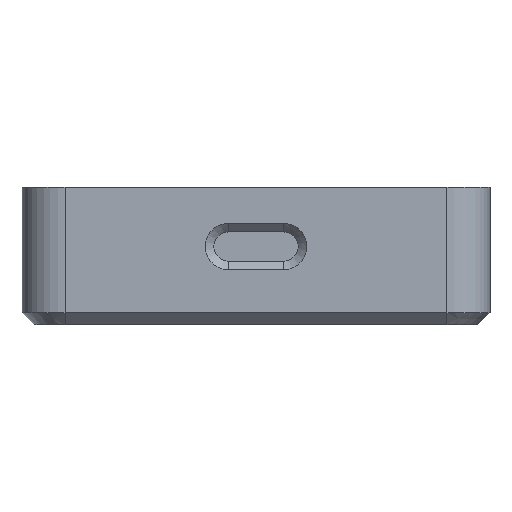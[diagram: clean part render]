
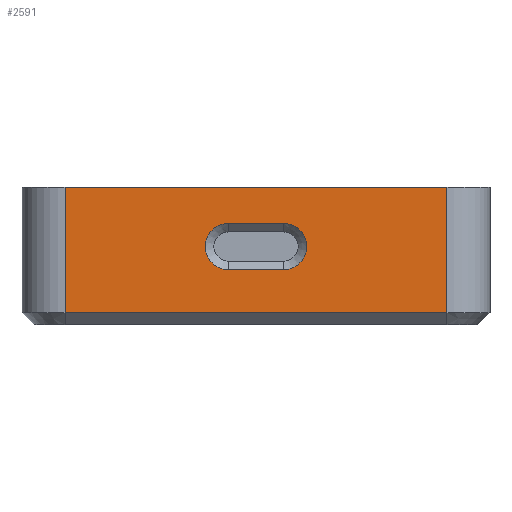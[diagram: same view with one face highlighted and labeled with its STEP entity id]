
A CAD part, front view. The second image highlights one B-rep face of the part: STEP entity #2591.
In plain terms, the highlighted planar face has unit normal (0, -1, 0).
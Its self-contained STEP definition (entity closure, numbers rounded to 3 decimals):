
#34 = VECTOR ( 'NONE', #1891, 1000. ) ;
#63 = EDGE_CURVE ( 'NONE', #1806, #196, #3309, .T. ) ;
#171 = DIRECTION ( 'NONE',  ( -1., 0., 0. ) ) ;
#196 = VERTEX_POINT ( 'NONE', #3080 ) ;
#284 = LINE ( 'NONE', #1081, #2080 ) ;
#340 = VECTOR ( 'NONE', #2489, 1000. ) ;
#354 = VECTOR ( 'NONE', #3147, 1000. ) ;
#399 = CARTESIAN_POINT ( 'NONE',  ( 3.2, -48.7, 5.4 ) ) ;
#510 = ORIENTED_EDGE ( 'NONE', *, *, #1223, .T. ) ;
#512 = CARTESIAN_POINT ( 'NONE',  ( 3.2, -48.7, 8.1 ) ) ;
#540 = DIRECTION ( 'NONE',  ( -1., 0., 0. ) ) ;
#547 = DIRECTION ( 'NONE',  ( 0., 0., -1. ) ) ;
#570 = CIRCLE ( 'NONE', #2799, 2.7 ) ;
#580 = LINE ( 'NONE', #2070, #2670 ) ;
#631 = LINE ( 'NONE', #923, #34 ) ;
#665 = CARTESIAN_POINT ( 'NONE',  ( 22.2, -48.7, 0.4 ) ) ;
#707 = CARTESIAN_POINT ( 'NONE',  ( 22.2, -48.7, 10.8 ) ) ;
#727 = EDGE_CURVE ( 'NONE', #1971, #2718, #570, .T. ) ;
#806 = DIRECTION ( 'NONE',  ( -1., 0., 0. ) ) ;
#852 = EDGE_CURVE ( 'NONE', #3161, #1806, #631, .T. ) ;
#923 = CARTESIAN_POINT ( 'NONE',  ( 22.2, -48.7, 15. ) ) ;
#979 = CARTESIAN_POINT ( 'NONE',  ( 22.2, -48.7, 15. ) ) ;
#993 = ORIENTED_EDGE ( 'NONE', *, *, #3178, .T. ) ;
#1022 = CIRCLE ( 'NONE', #3027, 2.7 ) ;
#1038 = CARTESIAN_POINT ( 'NONE',  ( 3.2, -48.7, 10.8 ) ) ;
#1053 = DIRECTION ( 'NONE',  ( 0., 1., 0. ) ) ;
#1081 = CARTESIAN_POINT ( 'NONE',  ( 22.2, -48.7, 5.4 ) ) ;
#1154 = ORIENTED_EDGE ( 'NONE', *, *, #1688, .T. ) ;
#1203 = CARTESIAN_POINT ( 'NONE',  ( 22.2, -48.7, 15. ) ) ;
#1223 = EDGE_CURVE ( 'NONE', #3161, #2492, #580, .T. ) ;
#1251 = CARTESIAN_POINT ( 'NONE',  ( -3.2, -48.7, 8.1 ) ) ;
#1624 = CARTESIAN_POINT ( 'NONE',  ( -22.2, -48.7, 0.4 ) ) ;
#1651 = AXIS2_PLACEMENT_3D ( 'NONE', #2260, #2463, #171 ) ;
#1688 = EDGE_CURVE ( 'NONE', #2492, #196, #2420, .T. ) ;
#1713 = ORIENTED_EDGE ( 'NONE', *, *, #852, .F. ) ;
#1751 = CARTESIAN_POINT ( 'NONE',  ( -22.2, -48.7, 15. ) ) ;
#1806 = VERTEX_POINT ( 'NONE', #979 ) ;
#1891 = DIRECTION ( 'NONE',  ( 1., 0., 0. ) ) ;
#1935 = CARTESIAN_POINT ( 'NONE',  ( -3.2, -48.7, 5.4 ) ) ;
#1939 = EDGE_CURVE ( 'NONE', #2718, #3220, #284, .T. ) ;
#1971 = VERTEX_POINT ( 'NONE', #1038 ) ;
#2070 = CARTESIAN_POINT ( 'NONE',  ( -22.2, -48.7, 15. ) ) ;
#2080 = VECTOR ( 'NONE', #540, 1000. ) ;
#2238 = LINE ( 'NONE', #707, #2410 ) ;
#2260 = CARTESIAN_POINT ( 'NONE',  ( 22.2, -48.7, 15. ) ) ;
#2312 = VERTEX_POINT ( 'NONE', #3332 ) ;
#2327 = DIRECTION ( 'NONE',  ( -1., 0., 0. ) ) ;
#2410 = VECTOR ( 'NONE', #3275, 1000. ) ;
#2420 = LINE ( 'NONE', #665, #354 ) ;
#2429 = ORIENTED_EDGE ( 'NONE', *, *, #63, .F. ) ;
#2463 = DIRECTION ( 'NONE',  ( 0., 1., 0. ) ) ;
#2489 = DIRECTION ( 'NONE',  ( 0., 0., -1. ) ) ;
#2492 = VERTEX_POINT ( 'NONE', #1624 ) ;
#2591 = ADVANCED_FACE ( 'Face3', ( #3019, #3262 ), #2758, .F. ) ;
#2670 = VECTOR ( 'NONE', #547, 1000. ) ;
#2718 = VERTEX_POINT ( 'NONE', #399 ) ;
#2758 = PLANE ( 'NONE',  #1651 ) ;
#2759 = ORIENTED_EDGE ( 'NONE', *, *, #727, .T. ) ;
#2799 = AXIS2_PLACEMENT_3D ( 'NONE', #512, #1053, #806 ) ;
#3019 = FACE_BOUND ( 'NONE', #3232, .T. ) ;
#3027 = AXIS2_PLACEMENT_3D ( 'NONE', #1251, #3101, #2327 ) ;
#3067 = EDGE_CURVE ( 'NONE', #3220, #2312, #1022, .T. ) ;
#3080 = CARTESIAN_POINT ( 'NONE',  ( 22.2, -48.7, 0.4 ) ) ;
#3101 = DIRECTION ( 'NONE',  ( 0., 1., 0. ) ) ;
#3108 = ORIENTED_EDGE ( 'NONE', *, *, #3067, .T. ) ;
#3147 = DIRECTION ( 'NONE',  ( 1., 0., 0. ) ) ;
#3161 = VERTEX_POINT ( 'NONE', #1751 ) ;
#3178 = EDGE_CURVE ( 'NONE', #2312, #1971, #2238, .T. ) ;
#3220 = VERTEX_POINT ( 'NONE', #1935 ) ;
#3232 = EDGE_LOOP ( 'NONE', ( #3108, #993, #2759, #3247 ) ) ;
#3247 = ORIENTED_EDGE ( 'NONE', *, *, #1939, .T. ) ;
#3262 = FACE_OUTER_BOUND ( 'NONE', #3282, .T. ) ;
#3275 = DIRECTION ( 'NONE',  ( 1., 0., 0. ) ) ;
#3282 = EDGE_LOOP ( 'NONE', ( #510, #1154, #2429, #1713 ) ) ;
#3309 = LINE ( 'NONE', #1203, #340 ) ;
#3332 = CARTESIAN_POINT ( 'NONE',  ( -3.2, -48.7, 10.8 ) ) ;
